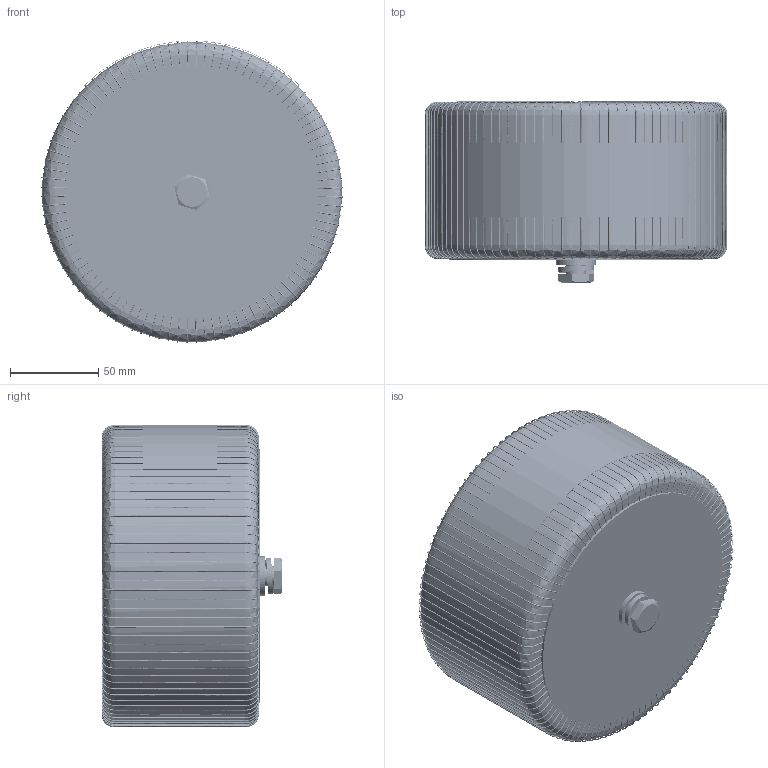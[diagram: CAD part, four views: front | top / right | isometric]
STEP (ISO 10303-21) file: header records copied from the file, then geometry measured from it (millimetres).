
FILE_DESCRIPTION(('FreeCAD Model'),'2;1');
FILE_NAME('Open CASCADE Shape Model','2025-04-30T03:51:20',('FreeCAD'),( 'FreeCAD'),'Open CASCADE STEP processor 7.6','FreeCAD','Unknown');
FILE_SCHEMA(('AUTOMOTIVE_DESIGN { 1 0 10303 214 1 1 1 1 }'));
Products named in the file (1): Open CASCADE STEP translator 7.6 1
Bounding box: 171.67 x 102.77 x 171.77 mm (x, y, z)
Volume: 2049707.6 mm3; surface area: 238271.3 mm2
Topology: 108 solids, 108 shells, 1953 faces, 4773 edges, 2838 vertices
Faces by surface type: bspline 1953
Entity records: 68069 total; most frequent: CARTESIAN_POINT 43482, ORIENTED_EDGE 9546, EDGE_CURVE 4773, VERTEX_POINT 2838, FACE_BOUND 1965, EDGE_LOOP 1965, ADVANCED_FACE 1953, B_SPLINE_CURVE_WITH_KNOTS 1264
